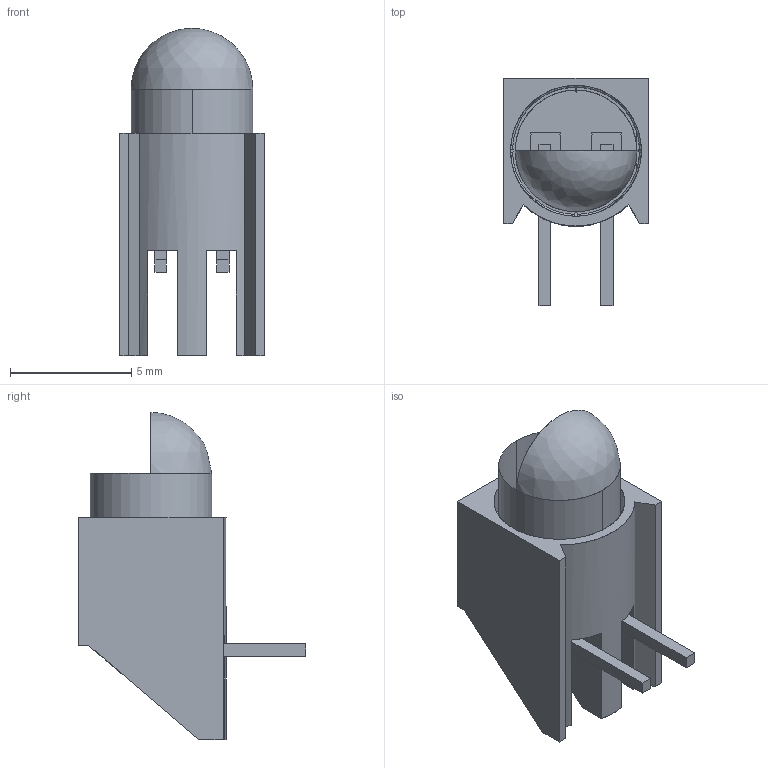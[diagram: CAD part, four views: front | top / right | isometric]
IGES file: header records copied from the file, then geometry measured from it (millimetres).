
Start section: SolidWorks IGES file using analytic representation for surfaces
Global section: file name: STEP;5300Hx.IGS; native system: SolidWorks 2014; preprocessor: SolidWorks 2014; author: mvancourt; date: 160414.170925; units: inch
Bounding box: 5.96 x 9.35 x 13.46 mm (x, y, z)
Surface area: 583.3 mm2 (no closed solid volume)
Topology: 0 solids, 0 shells, 109 faces, 809 edges, 807 vertices
Faces by surface type: bspline 90, revolution 19
